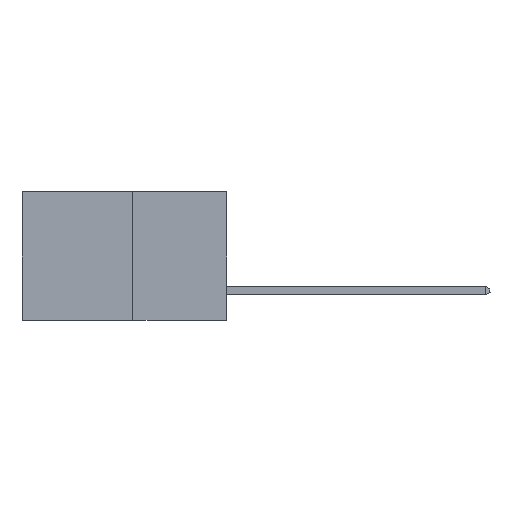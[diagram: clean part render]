
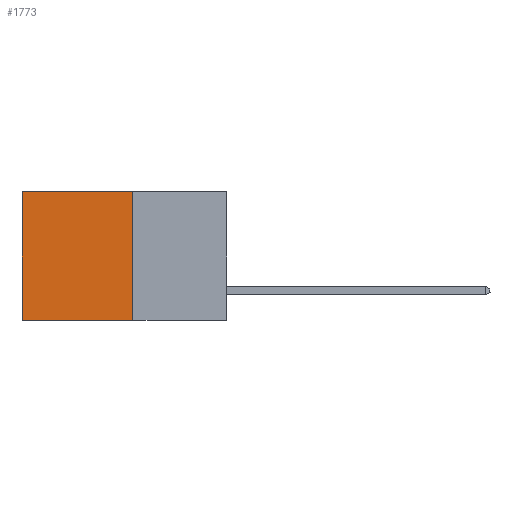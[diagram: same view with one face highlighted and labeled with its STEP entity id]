
A CAD part, left-side view. The second image highlights one B-rep face of the part: STEP entity #1773.
In plain terms, the highlighted planar face has unit normal (-1, 0, 0).
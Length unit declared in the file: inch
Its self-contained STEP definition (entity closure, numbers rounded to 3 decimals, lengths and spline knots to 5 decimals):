
#345 = DIRECTION ( 'NONE',  ( 1., 0., 0. ) ) ;
#385 = DIRECTION ( 'NONE',  ( 0., 0., -1. ) ) ;
#563 = AXIS2_PLACEMENT_3D ( 'NONE', #1577, #345, #385 ) ;
#600 = EDGE_CURVE ( 'NONE', #6839, #1096, #3247, .T. ) ;
#674 = LINE ( 'NONE', #11708, #11523 ) ;
#803 = CARTESIAN_POINT ( 'NONE',  ( 0.277, 0.27, -0.37 ) ) ;
#1087 = PLANE ( 'NONE',  #563 ) ;
#1096 = VERTEX_POINT ( 'NONE', #13110 ) ;
#1401 = EDGE_CURVE ( 'NONE', #3580, #6839, #10288, .T. ) ;
#1577 = CARTESIAN_POINT ( 'NONE',  ( 0.277, 0.27, -0.37 ) ) ;
#1773 = ADVANCED_FACE ( 'NONE', ( #5581 ), #1087, .F. ) ;
#2113 = CARTESIAN_POINT ( 'NONE',  ( 0.277, 0.59, 0. ) ) ;
#2134 = VECTOR ( 'NONE', #13208, 39.37008 ) ;
#2242 = DIRECTION ( 'NONE',  ( 0., 0., -1. ) ) ;
#2330 = CARTESIAN_POINT ( 'NONE',  ( 0.277, 0.27, -0.37 ) ) ;
#2400 = CARTESIAN_POINT ( 'NONE',  ( 0.277, 0.59, -0.37 ) ) ;
#2540 = EDGE_LOOP ( 'NONE', ( #10343, #10186, #10090, #10042 ) ) ;
#2682 = EDGE_CURVE ( 'NONE', #7915, #1096, #674, .T. ) ;
#2691 = CARTESIAN_POINT ( 'NONE',  ( 0.277, 0.27, 0. ) ) ;
#3247 = LINE ( 'NONE', #2400, #2134 ) ;
#3580 = VERTEX_POINT ( 'NONE', #2691 ) ;
#3591 = EDGE_CURVE ( 'NONE', #3580, #7915, #10611, .T. ) ;
#4561 = CARTESIAN_POINT ( 'NONE',  ( 0.277, 0.27, 0. ) ) ;
#5581 = FACE_OUTER_BOUND ( 'NONE', #2540, .T. ) ;
#5795 = VECTOR ( 'NONE', #2242, 39.37008 ) ;
#6839 = VERTEX_POINT ( 'NONE', #2113 ) ;
#7128 = VECTOR ( 'NONE', #12155, 39.37008 ) ;
#7915 = VERTEX_POINT ( 'NONE', #803 ) ;
#10042 = ORIENTED_EDGE ( 'NONE', *, *, #1401, .T. ) ;
#10090 = ORIENTED_EDGE ( 'NONE', *, *, #3591, .F. ) ;
#10186 = ORIENTED_EDGE ( 'NONE', *, *, #2682, .F. ) ;
#10288 = LINE ( 'NONE', #4561, #7128 ) ;
#10343 = ORIENTED_EDGE ( 'NONE', *, *, #600, .T. ) ;
#10611 = LINE ( 'NONE', #2330, #5795 ) ;
#11523 = VECTOR ( 'NONE', #11566, 39.37008 ) ;
#11566 = DIRECTION ( 'NONE',  ( 0., 1., 0. ) ) ;
#11708 = CARTESIAN_POINT ( 'NONE',  ( 0.277, 0.27, -0.37 ) ) ;
#12155 = DIRECTION ( 'NONE',  ( 0., 1., 0. ) ) ;
#13110 = CARTESIAN_POINT ( 'NONE',  ( 0.277, 0.59, -0.37 ) ) ;
#13208 = DIRECTION ( 'NONE',  ( 0., 0., -1. ) ) ;
